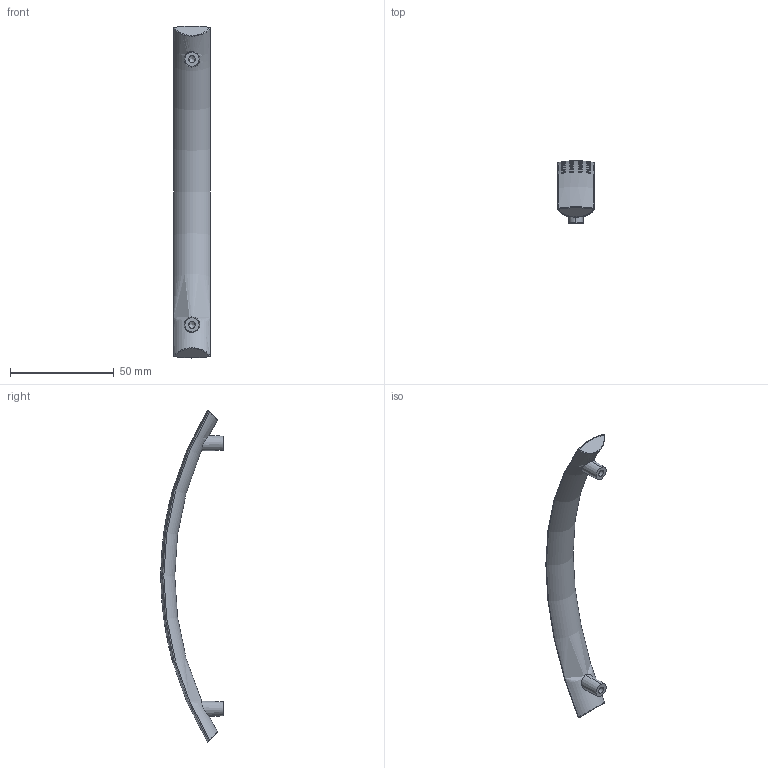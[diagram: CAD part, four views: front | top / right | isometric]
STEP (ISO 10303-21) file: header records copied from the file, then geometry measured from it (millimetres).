
FILE_DESCRIPTION(('Creo Elements/Direct Modeling STEP Export'),'2;1');
FILE_NAME('878-160.stp','2017-09-01T 9:15:02',(''),(''),'Creo Elements/Direct Modeling STEP processor for AP214 (Solid Model)','Creo Elements/Direct Modeling 20.0 12-Nov-2016 (C) Parametric Technology GmbH','');
FILE_SCHEMA(('AUTOMOTIVE_DESIGN { 1 0 10303 214 1 1 1 1 }'));
Products named in the file (1): ZN-2178
Bounding box: 17.7 x 29.99 x 159.99 mm (x, y, z)
Volume: 14382.9 mm3; surface area: 7641.9 mm2
Topology: 1 solids, 1 shells, 362 faces, 980 edges, 690 vertices
Faces by surface type: bspline 144, cylinder 132, torus 72, cone 8, plane 6
Entity records: 73382 total; most frequent: CARTESIAN_POINT 66477, ORIENTED_EDGE 1952, EDGE_CURVE 976, DIRECTION 714, VERTEX_POINT 690, EDGE_LOOP 436, FACE_OUTER_BOUND 362, ADVANCED_FACE 362
